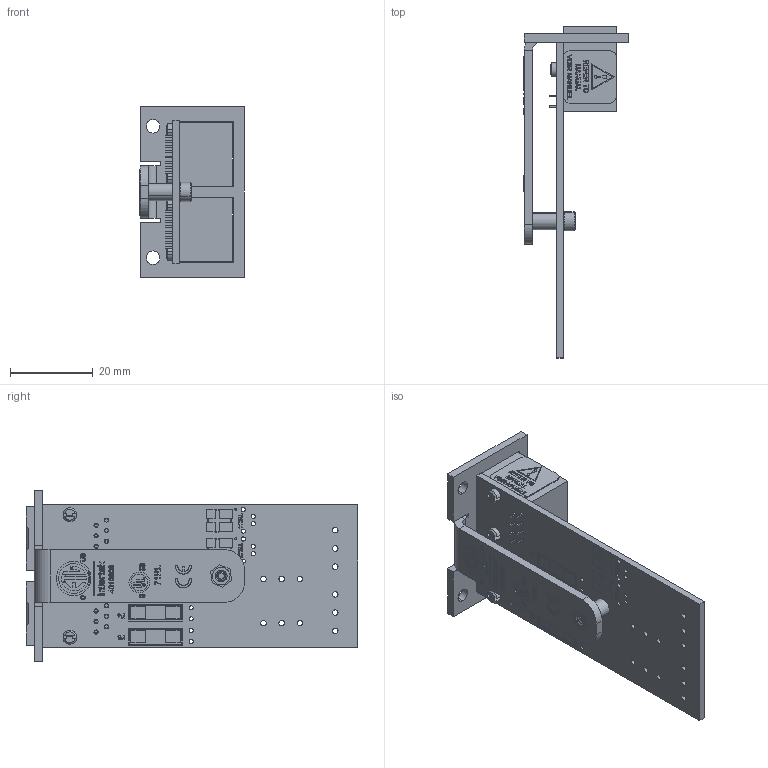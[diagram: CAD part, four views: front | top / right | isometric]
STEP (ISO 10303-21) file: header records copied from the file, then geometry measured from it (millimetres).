
FILE_DESCRIPTION (( 'STEP AP214' ), '1' );
FILE_NAME ('1000-1270-E.STEP', '2019-01-17T17:10:14', ( '' ), ( '' ), 'SwSTEP 2.0', 'SolidWorks 2018', '' );
FILE_SCHEMA (( 'AUTOMOTIVE_DESIGN' ));
Length unit declared in the file: inch
Products named in the file (19): 2003-4064; 1000-1270-E; 1600-414; PEM SO-440-10 ZI--S_PEM SO-440-10 ZI--S; 2102-311; 2004-172^2004-172-2; 2500-476; 2250-918; 2200-501; PEM SO-440-10 ZI--S; 2004-172-2
Assembly tree (11 placements, depth 3):
  2003-4064
  1000-1270-E
    2102-311
  1600-414
  1000-1270-E
    2004-172-2
      2004-172^2004-172-2
      PEM SO-440-10 ZI--S_PEM SO-440-10 ZI--S
      1600-414
    2250-918
      2200-501
      2500-476  x2
    2102-311
    2003-4064
  2004-172^2004-172-2
Bounding box: 25.17 x 80.14 x 41.27 mm (x, y, z)
Volume: 12386.9 mm3; surface area: 14165.2 mm2
Topology: 40 solids, 40 shells, 3407 faces, 8987 edges, 5945 vertices
Faces by surface type: plane 2252, bspline 861, cylinder 219, cone 75
Entity records: 162934 total; most frequent: CARTESIAN_POINT 60413, ORIENTED_EDGE 17466, DIRECTION 12222, EDGE_CURVE 8733, VECTOR 6522, LINE 6522, VERTEX_POINT 5781, EDGE_LOOP 3706
